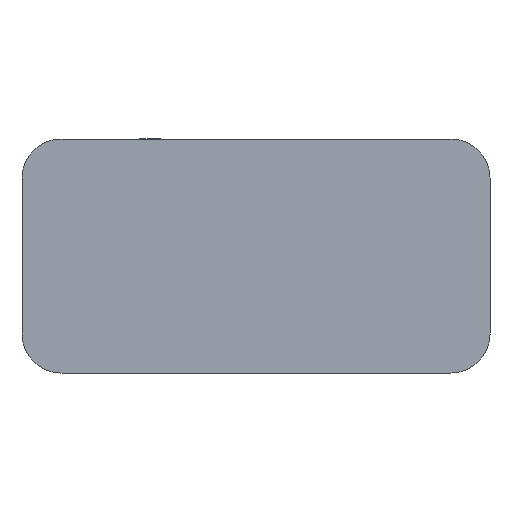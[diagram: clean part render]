
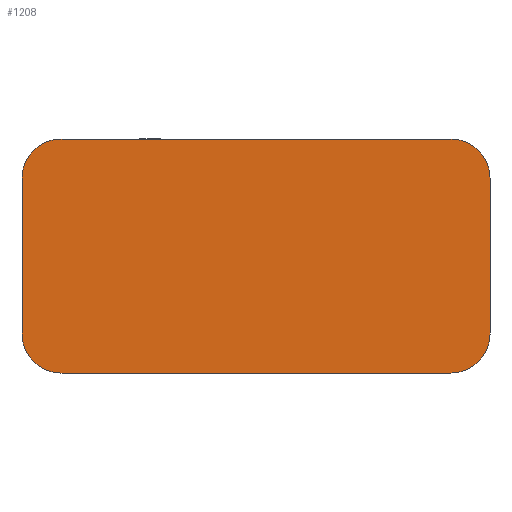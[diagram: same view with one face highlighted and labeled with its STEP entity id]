
A CAD part, front view. The second image highlights one B-rep face of the part: STEP entity #1208.
In plain terms, the highlighted planar face has unit normal (0, -1, 0).
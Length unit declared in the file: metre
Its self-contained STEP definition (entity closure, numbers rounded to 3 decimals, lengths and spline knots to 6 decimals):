
#12=CIRCLE('',#1389,0.003175);
#14=CIRCLE('',#1392,0.003175);
#16=CIRCLE('',#1395,0.003175);
#18=CIRCLE('',#1398,0.003175);
#109=LINE('',#2145,#214);
#122=LINE('',#2282,#227);
#133=LINE('',#2319,#238);
#141=LINE('',#2331,#246);
#214=VECTOR('',#1579,1.);
#227=VECTOR('',#1610,1.);
#238=VECTOR('',#1641,1.);
#246=VECTOR('',#1657,1.);
#501=ORIENTED_EDGE('',*,*,#743,.F.);
#502=ORIENTED_EDGE('',*,*,#701,.T.);
#503=ORIENTED_EDGE('',*,*,#770,.T.);
#504=ORIENTED_EDGE('',*,*,#697,.T.);
#505=ORIENTED_EDGE('',*,*,#703,.T.);
#506=ORIENTED_EDGE('',*,*,#693,.T.);
#507=ORIENTED_EDGE('',*,*,#762,.F.);
#508=ORIENTED_EDGE('',*,*,#689,.T.);
#689=EDGE_CURVE('',#871,#870,#12,.F.);
#693=EDGE_CURVE('',#875,#874,#14,.F.);
#697=EDGE_CURVE('',#879,#878,#16,.F.);
#701=EDGE_CURVE('',#883,#882,#18,.F.);
#703=EDGE_CURVE('',#878,#875,#109,.T.);
#743=EDGE_CURVE('',#883,#870,#122,.T.);
#762=EDGE_CURVE('',#871,#874,#133,.T.);
#770=EDGE_CURVE('',#882,#879,#141,.T.);
#870=VERTEX_POINT('',#2113);
#871=VERTEX_POINT('',#2115);
#874=VERTEX_POINT('',#2122);
#875=VERTEX_POINT('',#2124);
#878=VERTEX_POINT('',#2131);
#879=VERTEX_POINT('',#2133);
#882=VERTEX_POINT('',#2140);
#883=VERTEX_POINT('',#2142);
#1049=EDGE_LOOP('',(#501,#502,#503,#504,#505,#506,#507,#508));
#1112=FACE_BOUND('',#1049,.T.);
#1160=PLANE('',#1422);
#1208=ADVANCED_FACE('',(#1112),#1160,.F.);
#1389=AXIS2_PLACEMENT_3D('',#2114,#1550,#1551);
#1392=AXIS2_PLACEMENT_3D('',#2123,#1558,#1559);
#1395=AXIS2_PLACEMENT_3D('',#2132,#1566,#1567);
#1398=AXIS2_PLACEMENT_3D('',#2141,#1574,#1575);
#1422=AXIS2_PLACEMENT_3D('',#2330,#1655,#1656);
#1550=DIRECTION('',(0.,1.,0.));
#1551=DIRECTION('',(0.,0.,1.));
#1558=DIRECTION('',(0.,1.,0.));
#1559=DIRECTION('',(0.,0.,1.));
#1566=DIRECTION('',(0.,1.,0.));
#1567=DIRECTION('',(0.,0.,1.));
#1574=DIRECTION('',(0.,1.,0.));
#1575=DIRECTION('',(0.,0.,1.));
#1579=DIRECTION('',(1.,0.,0.));
#1610=DIRECTION('',(1.,0.,0.));
#1641=DIRECTION('',(0.,0.,-1.));
#1655=DIRECTION('',(0.,1.,0.));
#1656=DIRECTION('',(0.,0.,1.));
#1657=DIRECTION('',(0.,0.,-1.));
#2113=CARTESIAN_POINT('',(0.059423,-0.132588,0.009525));
#2114=CARTESIAN_POINT('',(0.059423,-0.132588,0.00635));
#2115=CARTESIAN_POINT('',(0.062598,-0.132588,0.00635));
#2122=CARTESIAN_POINT('',(0.062598,-0.132588,-0.00635));
#2123=CARTESIAN_POINT('',(0.059423,-0.132588,-0.00635));
#2124=CARTESIAN_POINT('',(0.059423,-0.132588,-0.009525));
#2131=CARTESIAN_POINT('',(0.027673,-0.132588,-0.009525));
#2132=CARTESIAN_POINT('',(0.027673,-0.132588,-0.00635));
#2133=CARTESIAN_POINT('',(0.024498,-0.132588,-0.00635));
#2140=CARTESIAN_POINT('',(0.024498,-0.132588,0.00635));
#2141=CARTESIAN_POINT('',(0.027673,-0.132588,0.00635));
#2142=CARTESIAN_POINT('',(0.027673,-0.132588,0.009525));
#2145=CARTESIAN_POINT('',(0.043548,-0.132588,-0.009525));
#2282=CARTESIAN_POINT('',(0.043548,-0.132588,0.009525));
#2319=CARTESIAN_POINT('',(0.062598,-0.132588,0.009525));
#2330=CARTESIAN_POINT('',(0.043548,-0.132588,0.009525));
#2331=CARTESIAN_POINT('',(0.024498,-0.132588,0.009525));
